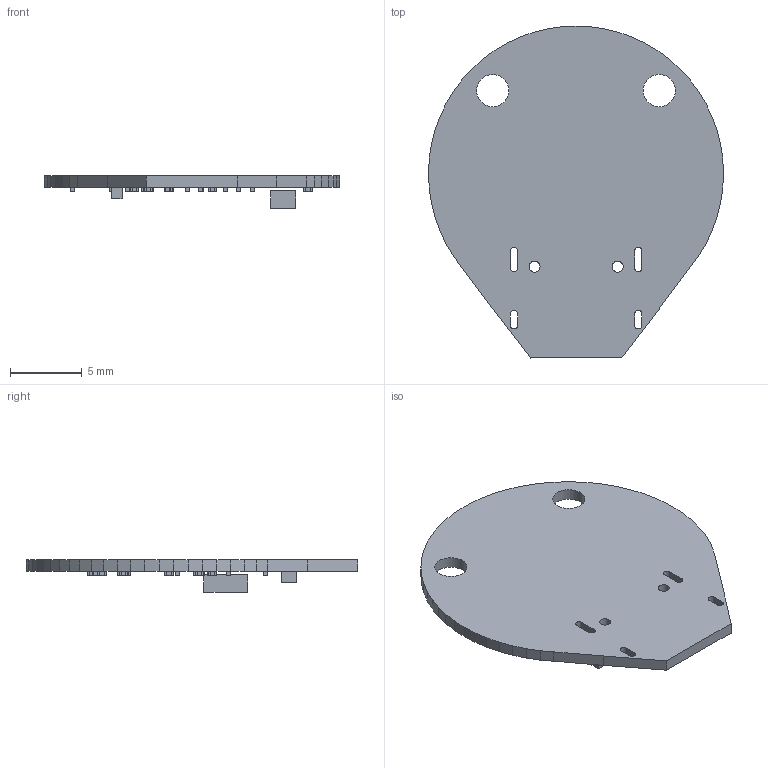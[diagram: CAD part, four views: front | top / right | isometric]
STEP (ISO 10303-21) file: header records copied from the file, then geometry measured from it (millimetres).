
FILE_DESCRIPTION(('Open CASCADE Model'),'2;1');
FILE_NAME('Open CASCADE Shape Model','2024-11-13T18:24:58',('Author'),( 'Open CASCADE'),'Open CASCADE STEP processor 6.5','Open CASCADE 6.5' ,'Unknown');
FILE_SCHEMA(('AUTOMOTIVE_DESIGN { 1 0 10303 214 1 1 1 1 }'));
Length unit declared in the file: millimetre
Products named in the file (27): PCB; Board; C?; User_Library-Chip_Cap_MLCC_0201_(0603); C18; C3; C4; CAT1; 498383248; Extruded; C15; C10; C13; C1; C6; C12; C9; C8; C2; C11; L1; 498382992; C19; C5; C7; C20
Assembly tree (43 placements, depth 4):
  PCB
    Board
    C?
      User_Library-Chip_Cap_MLCC_0201_(0603)
    C18
      User_Library-Chip_Cap_MLCC_0201_(0603)
    C3
      User_Library-Chip_Cap_MLCC_0201_(0603)
    C4
      User_Library-Chip_Cap_MLCC_0201_(0603)
    CAT1
      498383248
        Extruded
    C15
      User_Library-Chip_Cap_MLCC_0201_(0603)
    C10
      User_Library-Chip_Cap_MLCC_0201_(0603)
    C13
      User_Library-Chip_Cap_MLCC_0201_(0603)
    C1
      User_Library-Chip_Cap_MLCC_0201_(0603)
    C6
      User_Library-Chip_Cap_MLCC_0201_(0603)
    C12
      User_Library-Chip_Cap_MLCC_0201_(0603)
    C9
      User_Library-Chip_Cap_MLCC_0201_(0603)
    C8
      User_Library-Chip_Cap_MLCC_0201_(0603)
    C2
      User_Library-Chip_Cap_MLCC_0201_(0603)
    C11
      User_Library-Chip_Cap_MLCC_0201_(0603)
    L1
      498382992
        Extruded
    C19
      User_Library-Chip_Cap_MLCC_0201_(0603)
    C5
      User_Library-Chip_Cap_MLCC_0201_(0603)
    C7
      User_Library-Chip_Cap_MLCC_0201_(0603)
    C20
      User_Library-Chip_Cap_MLCC_0201_(0603)
Bounding box: 20.53 x 23.1 x 2.25 mm (x, y, z)
Volume: 286.1 mm3; surface area: 820.3 mm2
Topology: 21 solids, 21 shells, 878 faces, 2112 edges, 1168 vertices
Faces by surface type: cylinder 372, plane 362, bspline 144
Full cylindrical faces by diameter (mm): 0.762 x2, 2.25 x2
Entity records: 10202 total; most frequent: CARTESIAN_POINT 2665, DIRECTION 1268, LINE 800, VECTOR 800, ORIENTED_EDGE 672, PCURVE 672, DEFINITIONAL_REPRESENTATION 672, EDGE_CURVE 336
